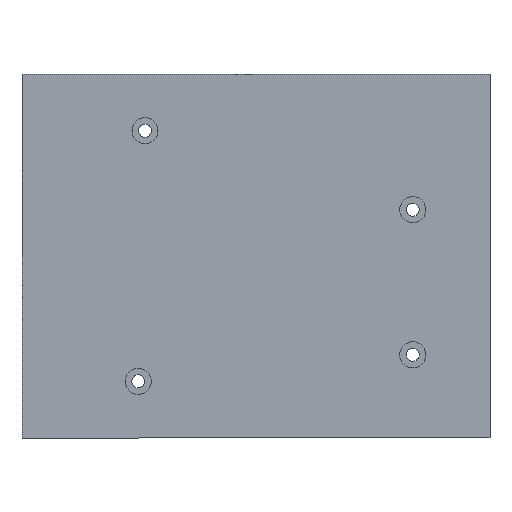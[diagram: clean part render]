
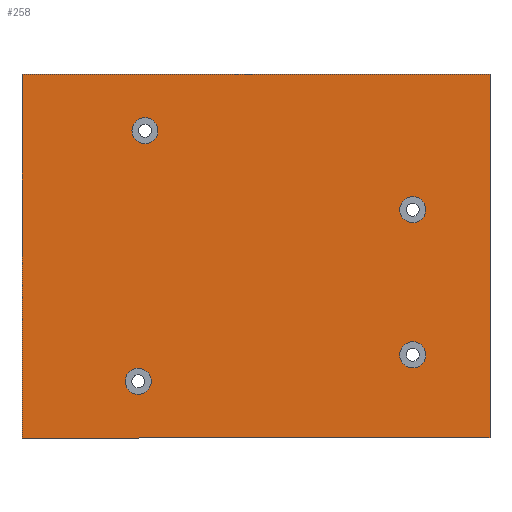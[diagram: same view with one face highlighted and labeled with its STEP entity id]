
A CAD part, front view. The second image highlights one B-rep face of the part: STEP entity #258.
In plain terms, the highlighted planar face has unit normal (0, -1, 0).
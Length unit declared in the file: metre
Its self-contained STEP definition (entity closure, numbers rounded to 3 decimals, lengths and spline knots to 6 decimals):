
#20=CIRCLE('',#290,0.0025);
#21=CIRCLE('',#291,0.0025);
#22=CIRCLE('',#292,0.0025);
#23=CIRCLE('',#293,0.0025);
#52=ORIENTED_EDGE('',*,*,#94,.F.);
#53=ORIENTED_EDGE('',*,*,#98,.T.);
#54=ORIENTED_EDGE('',*,*,#101,.T.);
#55=ORIENTED_EDGE('',*,*,#103,.F.);
#56=ORIENTED_EDGE('',*,*,#104,.F.);
#57=ORIENTED_EDGE('',*,*,#105,.F.);
#58=ORIENTED_EDGE('',*,*,#106,.F.);
#59=ORIENTED_EDGE('',*,*,#107,.F.);
#94=EDGE_CURVE('',#122,#123,#146,.T.);
#98=EDGE_CURVE('',#122,#125,#150,.T.);
#101=EDGE_CURVE('',#125,#127,#153,.T.);
#103=EDGE_CURVE('',#123,#127,#155,.T.);
#104=EDGE_CURVE('',#128,#128,#20,.T.);
#105=EDGE_CURVE('',#129,#129,#21,.T.);
#106=EDGE_CURVE('',#130,#130,#22,.T.);
#107=EDGE_CURVE('',#131,#131,#23,.T.);
#122=VERTEX_POINT('',#407);
#123=VERTEX_POINT('',#409);
#125=VERTEX_POINT('',#415);
#127=VERTEX_POINT('',#421);
#128=VERTEX_POINT('',#428);
#129=VERTEX_POINT('',#430);
#130=VERTEX_POINT('',#432);
#131=VERTEX_POINT('',#434);
#146=LINE('',#408,#158);
#150=LINE('',#416,#162);
#153=LINE('',#422,#165);
#155=LINE('',#425,#167);
#158=VECTOR('',#325,1.);
#162=VECTOR('',#331,1.);
#165=VECTOR('',#336,1.);
#167=VECTOR('',#340,1.);
#172=EDGE_LOOP('',(#52,#53,#54,#55));
#173=EDGE_LOOP('',(#56));
#174=EDGE_LOOP('',(#57));
#175=EDGE_LOOP('',(#58));
#176=EDGE_LOOP('',(#59));
#210=FACE_BOUND('',#172,.T.);
#211=FACE_BOUND('',#173,.T.);
#212=FACE_BOUND('',#174,.T.);
#213=FACE_BOUND('',#175,.T.);
#214=FACE_BOUND('',#176,.T.);
#248=PLANE('',#289);
#258=ADVANCED_FACE('',(#210,#211,#212,#213,#214),#248,.T.);
#289=AXIS2_PLACEMENT_3D('',#426,#341,#342);
#290=AXIS2_PLACEMENT_3D('',#427,#343,#344);
#291=AXIS2_PLACEMENT_3D('',#429,#345,#346);
#292=AXIS2_PLACEMENT_3D('',#431,#347,#348);
#293=AXIS2_PLACEMENT_3D('',#433,#349,#350);
#325=DIRECTION('',(0.,0.,1.));
#331=DIRECTION('',(1.,0.,0.));
#336=DIRECTION('',(0.,0.,1.));
#340=DIRECTION('',(1.,0.,0.));
#341=DIRECTION('',(0.,-1.,0.));
#342=DIRECTION('',(1.,0.,0.));
#343=DIRECTION('',(0.,-1.,0.));
#344=DIRECTION('',(0.,0.,-1.));
#345=DIRECTION('',(0.,-1.,0.));
#346=DIRECTION('',(0.,0.,-1.));
#347=DIRECTION('',(0.,-1.,0.));
#348=DIRECTION('',(0.,0.,-1.));
#349=DIRECTION('',(0.,-1.,0.));
#350=DIRECTION('',(0.,0.,-1.));
#407=CARTESIAN_POINT('',(0.,-0.002,0.));
#408=CARTESIAN_POINT('',(0.,-0.002,0.035));
#409=CARTESIAN_POINT('',(0.,-0.002,0.07));
#415=CARTESIAN_POINT('',(0.09,-0.002,0.));
#416=CARTESIAN_POINT('',(0.045,-0.002,0.));
#421=CARTESIAN_POINT('',(0.09,-0.002,0.07));
#422=CARTESIAN_POINT('',(0.09,-0.002,0.035));
#425=CARTESIAN_POINT('',(0.045,-0.002,0.07));
#426=CARTESIAN_POINT('',(0.045973,-0.002,0.030572));
#427=CARTESIAN_POINT('',(0.02365,-0.002,0.0591));
#428=CARTESIAN_POINT('',(0.02365,-0.002,0.0566));
#429=CARTESIAN_POINT('',(0.075145,-0.002,0.0439));
#430=CARTESIAN_POINT('',(0.075145,-0.002,0.0414));
#431=CARTESIAN_POINT('',(0.075145,-0.002,0.016));
#432=CARTESIAN_POINT('',(0.075145,-0.002,0.0135));
#433=CARTESIAN_POINT('',(0.02235,-0.002,0.0109));
#434=CARTESIAN_POINT('',(0.02235,-0.002,0.0084));
